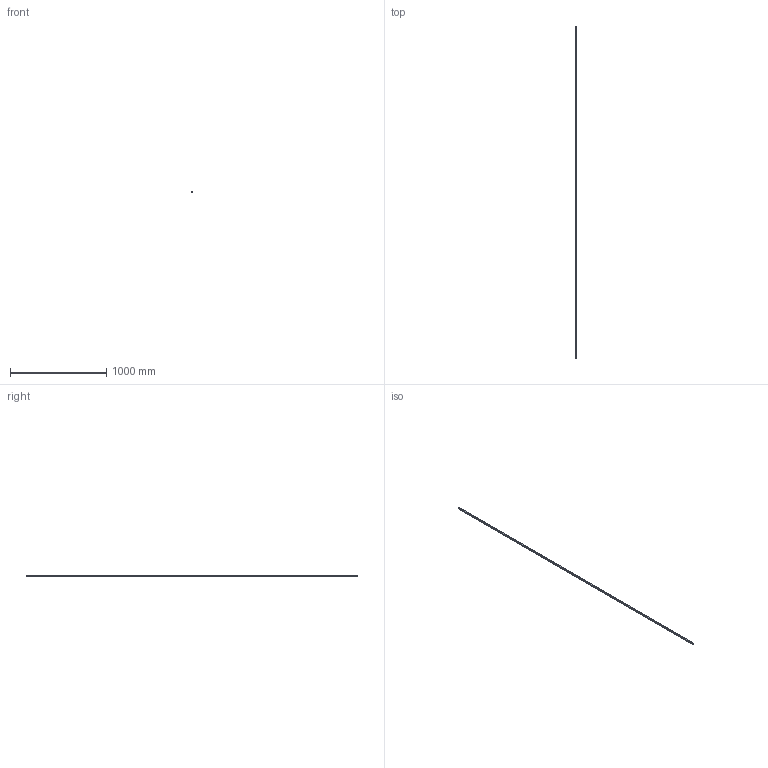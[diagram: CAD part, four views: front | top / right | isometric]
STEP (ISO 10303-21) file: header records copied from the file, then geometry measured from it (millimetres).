
FILE_DESCRIPTION(('STEP AP214'),'1');
FILE_NAME('cctmp_DE637B06-E291-45FB-A083-0D4208CC169A_2021_02_02_12_39_24_0519..stp','2021-02-02T11:39:24',('HIWIN GmbH'),('CADClick - www.CADClick.com'),'Spatial InterOp 3D',' ','unknown authorization');
FILE_SCHEMA(('AUTOMOTIVE_DESIGN'));
Length unit declared in the file: millimetre
Products named in the file (1): EGR15U3450C_FILE
Bounding box: 15 x 3450 x 12.5 mm (x, y, z)
Volume: 549427.3 mm3; surface area: 210169.4 mm2
Topology: 1 solids, 1 shells, 683 faces, 1683 edges, 1122 vertices
Faces by surface type: cylinder 366, plane 317
Entity records: 26189 total; most frequent: DIRECTION 4015, CARTESIAN_POINT 3489, ORIENTED_EDGE 3366, EDGE_CURVE 1683, AXIS2_PLACEMENT_3D 1648, VERTEX_POINT 1122, EDGE_LOOP 803, CIRCLE 732
